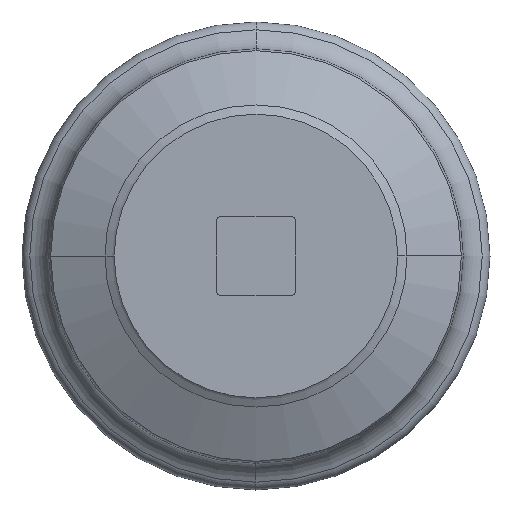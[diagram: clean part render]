
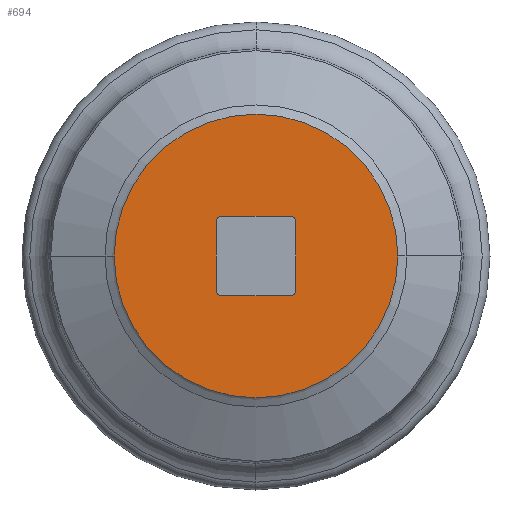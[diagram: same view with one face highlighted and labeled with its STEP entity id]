
A CAD part, left-side view. The second image highlights one B-rep face of the part: STEP entity #694.
In plain terms, the highlighted planar face has unit normal (-1, 0, 0).
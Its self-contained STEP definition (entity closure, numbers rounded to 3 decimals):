
#2 = VERTEX_POINT ( 'NONE', #851 ) ;
#8 = VERTEX_POINT ( 'NONE', #1491 ) ;
#47 = EDGE_LOOP ( 'NONE', ( #1831, #1240 ) ) ;
#60 = DIRECTION ( 'NONE',  ( 0., 1., 0. ) ) ;
#67 = CARTESIAN_POINT ( 'NONE',  ( -5.2, -0.975, -0.975 ) ) ;
#90 = LINE ( 'NONE', #1049, #1197 ) ;
#102 = VERTEX_POINT ( 'NONE', #960 ) ;
#104 = DIRECTION ( 'NONE',  ( 0., 1., 0. ) ) ;
#125 = DIRECTION ( 'NONE',  ( 0., 1., 0. ) ) ;
#136 = VERTEX_POINT ( 'NONE', #1761 ) ;
#137 = ORIENTED_EDGE ( 'NONE', *, *, #355, .F. ) ;
#168 = EDGE_CURVE ( 'NONE', #102, #1642, #761, .T. ) ;
#259 = ORIENTED_EDGE ( 'NONE', *, *, #1764, .F. ) ;
#321 = DIRECTION ( 'NONE',  ( 0., 1., 0. ) ) ;
#326 = DIRECTION ( 'NONE',  ( 1., 0., 0. ) ) ;
#336 = FACE_OUTER_BOUND ( 'NONE', #47, .T. ) ;
#355 = EDGE_CURVE ( 'NONE', #622, #2, #1829, .T. ) ;
#360 = DIRECTION ( 'NONE',  ( 0., 1., 0. ) ) ;
#390 = EDGE_CURVE ( 'NONE', #102, #2, #1782, .T. ) ;
#410 = EDGE_CURVE ( 'NONE', #136, #1642, #1320, .T. ) ;
#436 = DIRECTION ( 'NONE',  ( 1., 0., 0. ) ) ;
#443 = CIRCLE ( 'NONE', #1883, 3.5 ) ;
#454 = DIRECTION ( 'NONE',  ( 0., 0., 1. ) ) ;
#459 = ORIENTED_EDGE ( 'NONE', *, *, #1166, .F. ) ;
#469 = CARTESIAN_POINT ( 'NONE',  ( -5.2, -3.5, 0. ) ) ;
#479 = CARTESIAN_POINT ( 'NONE',  ( -5.2, 0.875, -0.975 ) ) ;
#499 = EDGE_CURVE ( 'NONE', #8, #1634, #1618, .T. ) ;
#513 = CARTESIAN_POINT ( 'NONE',  ( -5.2, 3.5, 0. ) ) ;
#526 = CARTESIAN_POINT ( 'NONE',  ( -5.2, 0.975, -0.875 ) ) ;
#545 = CARTESIAN_POINT ( 'NONE',  ( -5.2, -0.875, -0.875 ) ) ;
#622 = VERTEX_POINT ( 'NONE', #479 ) ;
#658 = CARTESIAN_POINT ( 'NONE',  ( -5.2, 0., 0. ) ) ;
#676 = AXIS2_PLACEMENT_3D ( 'NONE', #1212, #1812, #104 ) ;
#685 = ORIENTED_EDGE ( 'NONE', *, *, #390, .T. ) ;
#694 = ADVANCED_FACE ( 'NONE', ( #1136, #336 ), #843, .F. ) ;
#727 = DIRECTION ( 'NONE',  ( 1., 0., 0. ) ) ;
#761 = LINE ( 'NONE', #1892, #901 ) ;
#789 = ORIENTED_EDGE ( 'NONE', *, *, #1837, .T. ) ;
#843 = PLANE ( 'NONE',  #977 ) ;
#851 = CARTESIAN_POINT ( 'NONE',  ( -5.2, -0.875, -0.975 ) ) ;
#865 = EDGE_CURVE ( 'NONE', #1106, #1538, #443, .T. ) ;
#868 = LINE ( 'NONE', #1981, #905 ) ;
#901 = VECTOR ( 'NONE', #454, 1000. ) ;
#905 = VECTOR ( 'NONE', #60, 1000. ) ;
#907 = AXIS2_PLACEMENT_3D ( 'NONE', #658, #1481, #321 ) ;
#960 = CARTESIAN_POINT ( 'NONE',  ( -5.2, -0.975, -0.875 ) ) ;
#974 = AXIS2_PLACEMENT_3D ( 'NONE', #2067, #1546, #125 ) ;
#977 = AXIS2_PLACEMENT_3D ( 'NONE', #513, #326, #360 ) ;
#1018 = CIRCLE ( 'NONE', #1684, 0.1 ) ;
#1026 = DIRECTION ( 'NONE',  ( 0., 1., 0. ) ) ;
#1048 = VECTOR ( 'NONE', #1345, 1000. ) ;
#1049 = CARTESIAN_POINT ( 'NONE',  ( -5.2, 0.975, 0.975 ) ) ;
#1057 = CARTESIAN_POINT ( 'NONE',  ( -5.2, 0.875, 0.975 ) ) ;
#1067 = CARTESIAN_POINT ( 'NONE',  ( -5.2, 0., 0. ) ) ;
#1069 = ORIENTED_EDGE ( 'NONE', *, *, #168, .F. ) ;
#1106 = VERTEX_POINT ( 'NONE', #1613 ) ;
#1136 = FACE_BOUND ( 'NONE', #1762, .T. ) ;
#1166 = EDGE_CURVE ( 'NONE', #8, #1412, #90, .T. ) ;
#1186 = CARTESIAN_POINT ( 'NONE',  ( -5.2, 0.875, -0.875 ) ) ;
#1197 = VECTOR ( 'NONE', #1983, 1000. ) ;
#1209 = ORIENTED_EDGE ( 'NONE', *, *, #499, .T. ) ;
#1212 = CARTESIAN_POINT ( 'NONE',  ( -5.2, -0.875, 0.875 ) ) ;
#1240 = ORIENTED_EDGE ( 'NONE', *, *, #2048, .F. ) ;
#1320 = CIRCLE ( 'NONE', #676, 0.1 ) ;
#1345 = DIRECTION ( 'NONE',  ( 0., -1., 0. ) ) ;
#1359 = DIRECTION ( 'NONE',  ( 1., 0., 0. ) ) ;
#1412 = VERTEX_POINT ( 'NONE', #526 ) ;
#1481 = DIRECTION ( 'NONE',  ( 1., 0., 0. ) ) ;
#1491 = CARTESIAN_POINT ( 'NONE',  ( -5.2, 0.975, 0.875 ) ) ;
#1538 = VERTEX_POINT ( 'NONE', #469 ) ;
#1546 = DIRECTION ( 'NONE',  ( 1., 0., 0. ) ) ;
#1613 = CARTESIAN_POINT ( 'NONE',  ( -5.2, 3.5, 0. ) ) ;
#1618 = CIRCLE ( 'NONE', #974, 0.1 ) ;
#1634 = VERTEX_POINT ( 'NONE', #1057 ) ;
#1642 = VERTEX_POINT ( 'NONE', #1693 ) ;
#1651 = AXIS2_PLACEMENT_3D ( 'NONE', #545, #1359, #1984 ) ;
#1684 = AXIS2_PLACEMENT_3D ( 'NONE', #1186, #727, #1026 ) ;
#1687 = CIRCLE ( 'NONE', #907, 3.5 ) ;
#1693 = CARTESIAN_POINT ( 'NONE',  ( -5.2, -0.975, 0.875 ) ) ;
#1703 = DIRECTION ( 'NONE',  ( 0., 1., 0. ) ) ;
#1761 = CARTESIAN_POINT ( 'NONE',  ( -5.2, -0.875, 0.975 ) ) ;
#1762 = EDGE_LOOP ( 'NONE', ( #1069, #685, #137, #789, #459, #1209, #259, #1904 ) ) ;
#1764 = EDGE_CURVE ( 'NONE', #136, #1634, #868, .T. ) ;
#1782 = CIRCLE ( 'NONE', #1651, 0.1 ) ;
#1812 = DIRECTION ( 'NONE',  ( 1., 0., 0. ) ) ;
#1829 = LINE ( 'NONE', #67, #1048 ) ;
#1831 = ORIENTED_EDGE ( 'NONE', *, *, #865, .F. ) ;
#1837 = EDGE_CURVE ( 'NONE', #622, #1412, #1018, .T. ) ;
#1883 = AXIS2_PLACEMENT_3D ( 'NONE', #1067, #436, #1703 ) ;
#1892 = CARTESIAN_POINT ( 'NONE',  ( -5.2, -0.975, 0.975 ) ) ;
#1904 = ORIENTED_EDGE ( 'NONE', *, *, #410, .T. ) ;
#1981 = CARTESIAN_POINT ( 'NONE',  ( -5.2, -0.975, 0.975 ) ) ;
#1983 = DIRECTION ( 'NONE',  ( 0., 0., -1. ) ) ;
#1984 = DIRECTION ( 'NONE',  ( 0., 1., 0. ) ) ;
#2048 = EDGE_CURVE ( 'NONE', #1538, #1106, #1687, .T. ) ;
#2067 = CARTESIAN_POINT ( 'NONE',  ( -5.2, 0.875, 0.875 ) ) ;
